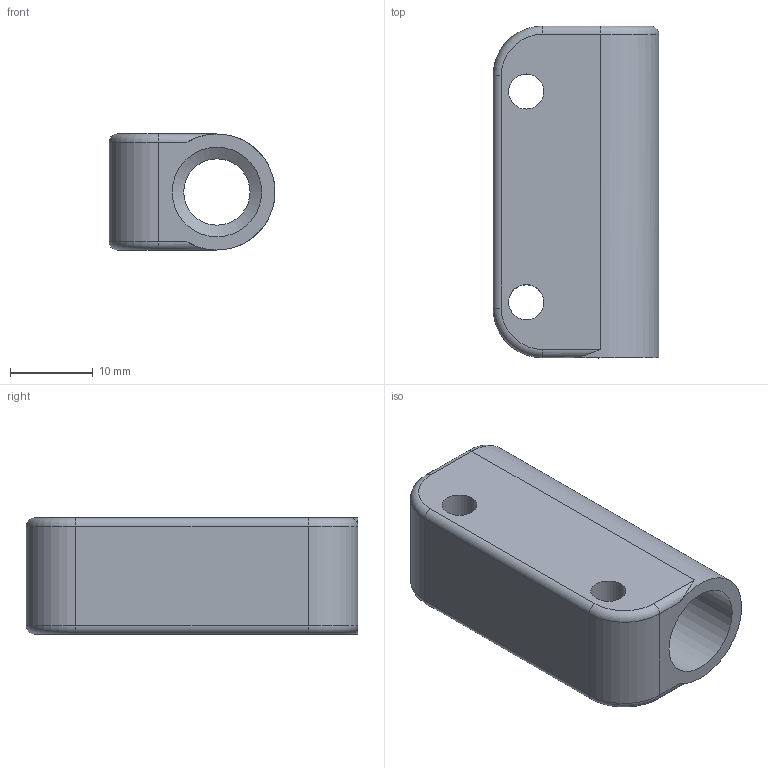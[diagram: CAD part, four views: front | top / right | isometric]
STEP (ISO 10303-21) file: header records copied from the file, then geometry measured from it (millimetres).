
FILE_DESCRIPTION(/* description */ (''),/* implementation_level */ '2;1');
FILE_NAME(/* name */ 'CorpsAlM12x1p25.step',/* time_stamp */ '2018-11-21T20:36:35+01:00',/* author */ (''),/* organization */ (''),/* preprocessor_version */ 'ST-DEVELOPER v17.2',/* originating_system */ 'Autodesk Translation Framework v7.6.0.251',/* authorisation */ '');
FILE_SCHEMA (('AUTOMOTIVE_DESIGN { 1 0 10303 214 3 1 1 }'));
Length unit declared in the file: millimetre
Products named in the file (1): Corps
Bounding box: 20 x 40 x 14 mm (x, y, z)
Volume: 6063 mm3; surface area: 4390.4 mm2
Topology: 1 solids, 1 shells, 26 faces, 60 edges, 37 vertices
Faces by surface type: cylinder 14, plane 6, torus 5, cone 1
Full cylindrical faces by diameter (mm): 4.234 x2, 8 x1, 10.78 x1, 11 x1
Entity records: 804 total; most frequent: DIRECTION 146, CARTESIAN_POINT 134, ORIENTED_EDGE 120, AXIS2_PLACEMENT_3D 61, EDGE_CURVE 60, VERTEX_POINT 37, CIRCLE 34, EDGE_LOOP 33
